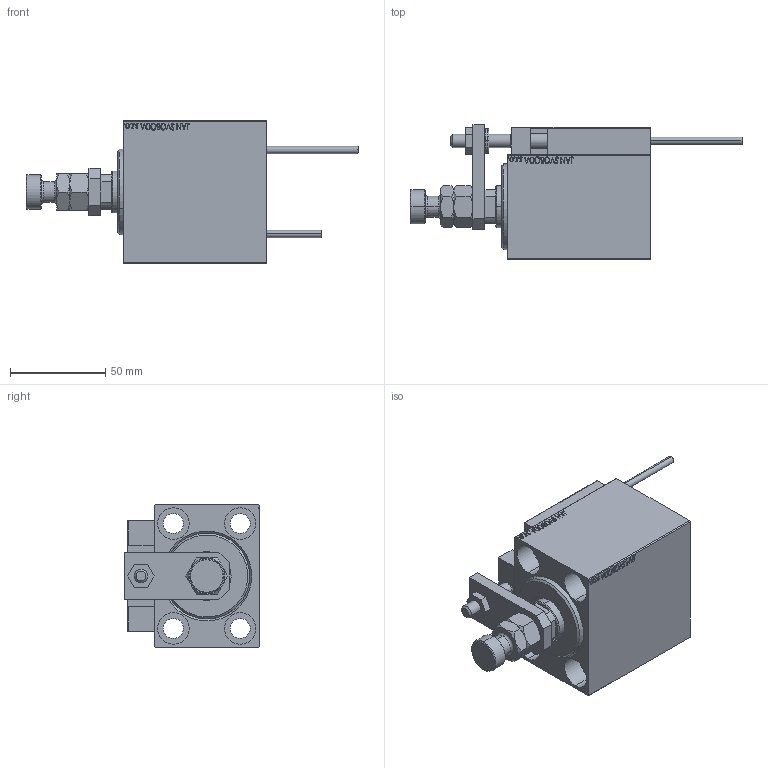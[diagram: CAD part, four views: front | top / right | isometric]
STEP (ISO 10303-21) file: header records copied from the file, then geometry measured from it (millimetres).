
FILE_DESCRIPTION (( 'STEP AP203' ), '1' );
FILE_NAME ('fbfc.STEP', '2021-11-01T18:39:27', ( '' ), ( '' ), 'SwSTEP 2.0', 'SolidWorks 2019', '' );
FILE_SCHEMA (( 'CONFIG_CONTROL_DESIGN' ));
Length unit declared in the file: millimetre
Products named in the file (16): ALLEN BOLT D5 8f350bcb106c4877893b0efe22fe32b9; NUT_D12 8f350bcb106c4877893b0efe22fe32b9; Block 8f350bcb106c4877893b0efe22fe32b9; V450CM_C 8f350bcb106c4877893b0efe22fe32b9; V450CM_VC_B 8f350bcb106c4877893b0efe22fe32b9; SWITCH DIM B,W 8f350bcb106c4877893b0efe22fe32b9; MAGNET 8f350bcb106c4877893b0efe22fe32b9; SWITCH X 8f350bcb106c4877893b0efe22fe32b9; SWITCH_X_FRONT_BACK 8f350bcb106c4877893b0efe22fe32b9; V450CM_C_VCP 8f350bcb106c4877893b0efe22fe32b9; fbfc; X_Y_MFA 8f350bcb106c4877893b0efe22fe32b9; KONCOVKA 8f350bcb106c4877893b0efe22fe32b9; ALLEN BOLT D8 8f350bcb106c4877893b0efe22fe32b9; TYC_L79 8f350bcb106c4877893b0efe22fe32b9; ZARAZKA 8f350bcb106c4877893b0efe22fe32b9
Assembly tree (25 placements, depth 3):
  fbfc
    V450CM_C 8f350bcb106c4877893b0efe22fe32b9
    SWITCH X 8f350bcb106c4877893b0efe22fe32b9
      SWITCH_X_FRONT_BACK 8f350bcb106c4877893b0efe22fe32b9  x2
      TYC_L79 8f350bcb106c4877893b0efe22fe32b9
      Block 8f350bcb106c4877893b0efe22fe32b9  x2
      ALLEN BOLT D5 8f350bcb106c4877893b0efe22fe32b9  x4
      ALLEN BOLT D8 8f350bcb106c4877893b0efe22fe32b9  x4
      MAGNET 8f350bcb106c4877893b0efe22fe32b9  x2
      KONCOVKA 8f350bcb106c4877893b0efe22fe32b9  x2
    NUT_D12 8f350bcb106c4877893b0efe22fe32b9
    SWITCH DIM B,W 8f350bcb106c4877893b0efe22fe32b9
    ZARAZKA 8f350bcb106c4877893b0efe22fe32b9
    V450CM_C_VCP 8f350bcb106c4877893b0efe22fe32b9
    V450CM_VC_B 8f350bcb106c4877893b0efe22fe32b9
    X_Y_MFA 8f350bcb106c4877893b0efe22fe32b9
Bounding box: 174 x 70.5 x 75 mm (x, y, z)
Volume: 322070.7 mm3; surface area: 89964.1 mm2
Topology: 24 solids, 24 shells, 1330 faces, 3170 edges, 2017 vertices
Faces by surface type: plane 576, bspline 380, cylinder 188, cone 134, torus 48, sphere 4
Entity records: 51768 total; most frequent: CARTESIAN_POINT 26435, ORIENTED_EDGE 5360, DIRECTION 3656, EDGE_CURVE 2680, VERTEX_POINT 1741, VECTOR 1500, LINE 1500, EDGE_LOOP 1241
